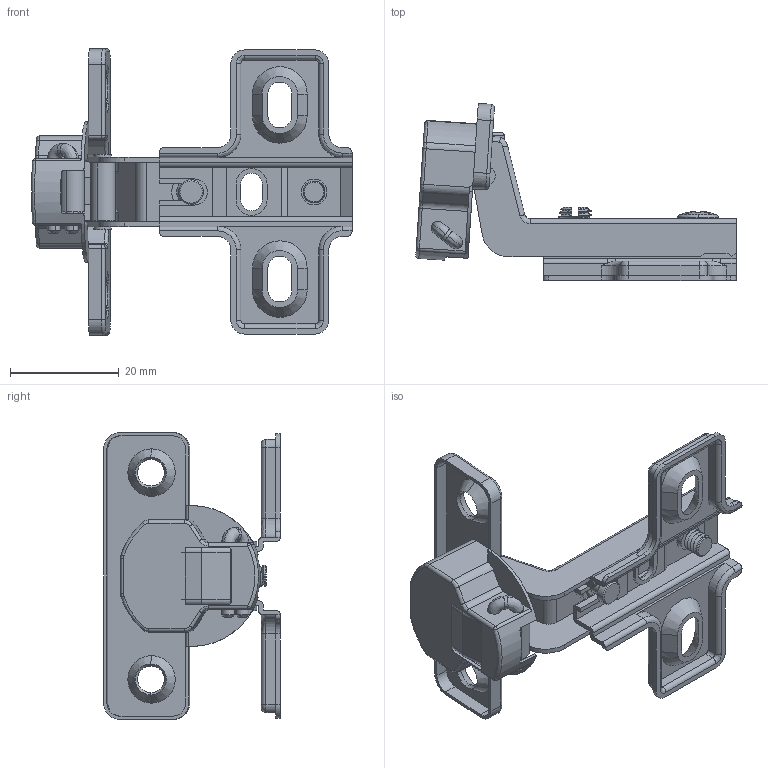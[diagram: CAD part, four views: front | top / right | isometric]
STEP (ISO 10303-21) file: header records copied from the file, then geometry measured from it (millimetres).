
FILE_DESCRIPTION (( 'STEP AP214' ), '1' );
FILE_NAME ('F000139-CLOSED_3D.step', '2022-06-06T13:00:00', ( '' ), ( '' ), 'SwSTEP 2.0', 'SolidWorks 2020', '' );
FILE_SCHEMA (( 'AUTOMOTIVE_DESIGN' ));
Length unit declared in the file: millimetre
Products named in the file (10): C06湮⑻-NS30; F000139-CLOSED_3D; 穩隊-3-NS30; U渀-3-NS30; C06樓詢瞳豝SLDPRT-3-NS30; C06侐謂-3-NS30; C03嘐隅蹟佪-9-NS30; C06覃誹蹟佪-3-NS30; C06-H0沺菁-2-NS30; C06須豝-3-NS30
Assembly tree (10 placements, depth 2):
  F000139-CLOSED_3D
    C06湮⑻-NS30
    C06覃誹蹟佪-3-NS30
    C06須豝-3-NS30
    C06樓詢瞳豝SLDPRT-3-NS30
    C06侐謂-3-NS30
    C03嘐隅蹟佪-9-NS30
    C06-H0沺菁-2-NS30
    U渀-3-NS30
    穩隊-3-NS30  x2
Bounding box: 58.87 x 32.45 x 52.7 mm (x, y, z)
Volume: 5454.4 mm3; surface area: 14102.6 mm2
Topology: 10 solids, 10 shells, 866 faces, 2313 edges, 1473 vertices
Faces by surface type: cylinder 361, plane 352, bspline 100, cone 49, torus 4
Entity records: 32521 total; most frequent: CARTESIAN_POINT 11310, ORIENTED_EDGE 4572, DIRECTION 4204, EDGE_CURVE 2286, AXIS2_PLACEMENT_3D 1506, VERTEX_POINT 1459, LINE 1192, VECTOR 1192
